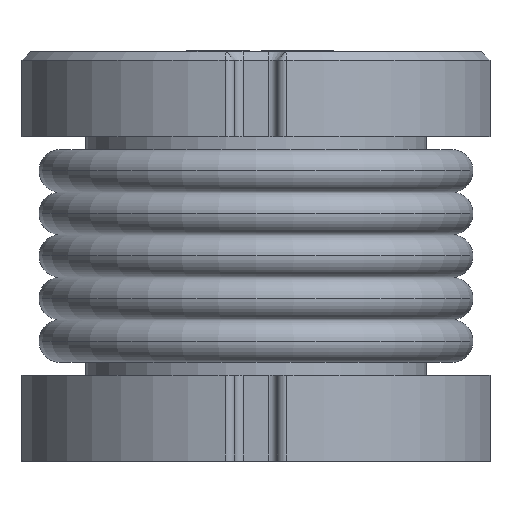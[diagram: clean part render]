
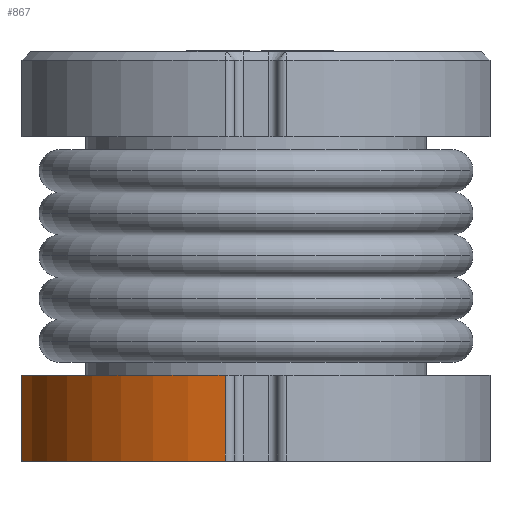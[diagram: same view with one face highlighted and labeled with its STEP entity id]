
A CAD part, front view. The second image highlights one B-rep face of the part: STEP entity #867.
In plain terms, the highlighted cylindrical face has radius 2.794 mm (diameter 5.588 mm), a partial arc.
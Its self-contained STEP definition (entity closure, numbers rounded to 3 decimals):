
#749 = LINE ( 'NONE', #7459, #6083 ) ;
#867 = ADVANCED_FACE ( 'NONE', ( #8215 ), #2875, .T. ) ;
#1246 = DIRECTION ( 'NONE',  ( 0., 0., -1. ) ) ;
#1680 = CARTESIAN_POINT ( 'NONE',  ( -2.75, -0.75, 1. ) ) ;
#2161 = ORIENTED_EDGE ( 'NONE', *, *, #21377, .F. ) ;
#2356 = LINE ( 'NONE', #12568, #17833 ) ;
#2501 = CARTESIAN_POINT ( 'NONE',  ( -2.75, -0.75, 0. ) ) ;
#2875 = CYLINDRICAL_SURFACE ( 'NONE', #14271, 2.794 ) ;
#3357 = LINE ( 'NONE', #1680, #13630 ) ;
#3658 = AXIS2_PLACEMENT_3D ( 'NONE', #12499, #5748, #9131 ) ;
#3896 = EDGE_CURVE ( 'NONE', #7509, #8974, #2356, .T. ) ;
#4352 = CARTESIAN_POINT ( 'NONE',  ( -0.363, -3.026, -0.01 ) ) ;
#5581 = CARTESIAN_POINT ( 'NONE',  ( -0.363, -3.026, 1. ) ) ;
#5748 = DIRECTION ( 'NONE',  ( 0., 0., -1. ) ) ;
#6083 = VECTOR ( 'NONE', #19726, 1000. ) ;
#6343 = DIRECTION ( 'NONE',  ( 1., 0., 0. ) ) ;
#6578 = EDGE_LOOP ( 'NONE', ( #21740, #2161, #13643, #16365, #15505 ) ) ;
#6862 = EDGE_CURVE ( 'NONE', #7509, #15929, #16924, .T. ) ;
#7298 = DIRECTION ( 'NONE',  ( 0., 0., 1. ) ) ;
#7459 = CARTESIAN_POINT ( 'NONE',  ( -2.75, -0.75, -0.01 ) ) ;
#7509 = VERTEX_POINT ( 'NONE', #4352 ) ;
#8009 = DIRECTION ( 'NONE',  ( 0., 0., 1. ) ) ;
#8215 = FACE_OUTER_BOUND ( 'NONE', #6578, .T. ) ;
#8974 = VERTEX_POINT ( 'NONE', #5581 ) ;
#9131 = DIRECTION ( 'NONE',  ( -1., 0., 0. ) ) ;
#12259 = CARTESIAN_POINT ( 'NONE',  ( -2.75, -0.75, -0.01 ) ) ;
#12499 = CARTESIAN_POINT ( 'NONE',  ( 0., -0.256, -0.01 ) ) ;
#12568 = CARTESIAN_POINT ( 'NONE',  ( -0.363, -3.026, 1. ) ) ;
#13308 = VERTEX_POINT ( 'NONE', #21225 ) ;
#13630 = VECTOR ( 'NONE', #1246, 1000. ) ;
#13643 = ORIENTED_EDGE ( 'NONE', *, *, #6862, .F. ) ;
#14271 = AXIS2_PLACEMENT_3D ( 'NONE', #14921, #21772, #20201 ) ;
#14921 = CARTESIAN_POINT ( 'NONE',  ( 0., -0.256, 1. ) ) ;
#15505 = ORIENTED_EDGE ( 'NONE', *, *, #16661, .F. ) ;
#15929 = VERTEX_POINT ( 'NONE', #12259 ) ;
#15981 = CIRCLE ( 'NONE', #20997, 2.794 ) ;
#16365 = ORIENTED_EDGE ( 'NONE', *, *, #3896, .T. ) ;
#16661 = EDGE_CURVE ( 'NONE', #13308, #8974, #15981, .T. ) ;
#16924 = CIRCLE ( 'NONE', #3658, 2.794 ) ;
#17833 = VECTOR ( 'NONE', #7298, 1000. ) ;
#18587 = VERTEX_POINT ( 'NONE', #2501 ) ;
#19726 = DIRECTION ( 'NONE',  ( 0., 0., 1. ) ) ;
#20177 = CARTESIAN_POINT ( 'NONE',  ( 0., -0.256, 1. ) ) ;
#20201 = DIRECTION ( 'NONE',  ( -1., 0., 0. ) ) ;
#20997 = AXIS2_PLACEMENT_3D ( 'NONE', #20177, #8009, #6343 ) ;
#21225 = CARTESIAN_POINT ( 'NONE',  ( -2.75, -0.75, 1. ) ) ;
#21377 = EDGE_CURVE ( 'NONE', #15929, #18587, #749, .T. ) ;
#21740 = ORIENTED_EDGE ( 'NONE', *, *, #21882, .T. ) ;
#21772 = DIRECTION ( 'NONE',  ( 0., 0., -1. ) ) ;
#21882 = EDGE_CURVE ( 'NONE', #13308, #18587, #3357, .T. ) ;
